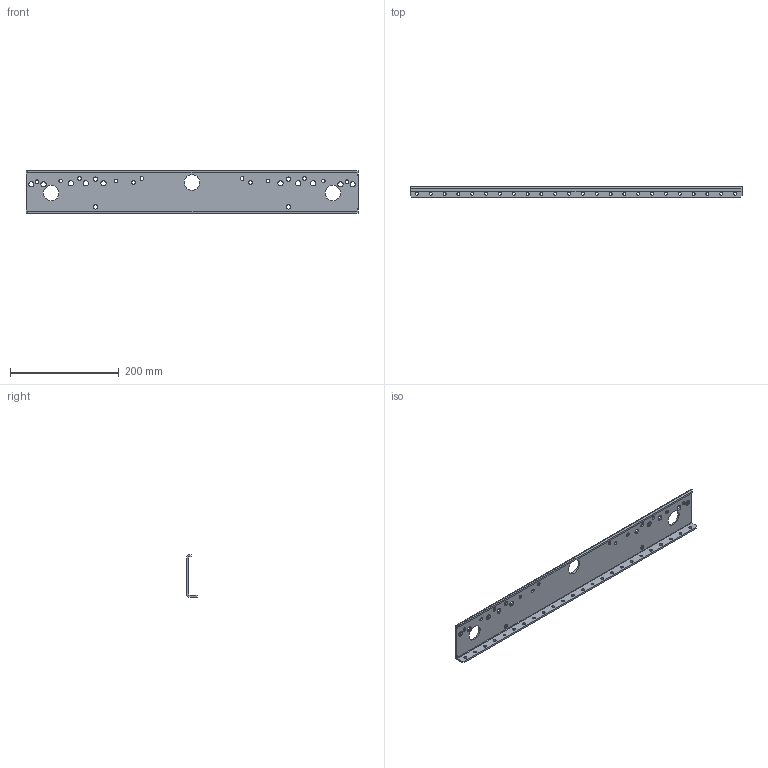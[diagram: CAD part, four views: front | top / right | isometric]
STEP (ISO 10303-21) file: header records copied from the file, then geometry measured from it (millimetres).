
FILE_DESCRIPTION(/* description */ (''),/* implementation_level */ '2;1');
FILE_NAME(/* name */ 'AM14U3 Outside Sheet Wide.ipt.stp',/* time_stamp */ '2016-01-07T16:38:37-08:00',/* author */ ('PhillipD'),/* organization */ (''),/* preprocessor_version */ 'ST-DEVELOPER v16.1',/* originating_system */ 'Autodesk Inventor 2016',/* authorisation */ '');
FILE_SCHEMA (('AUTOMOTIVE_DESIGN { 1 0 10303 214 3 1 1 }'));
Length unit declared in the file: inch
Products named in the file (1): AM14U3 Outside Sheet Wide
Bounding box: 609.6 x 19.05 x 77.72 mm (x, y, z)
Volume: 174231.4 mm3; surface area: 118453.3 mm2
Topology: 1 solids, 1 shells, 79 faces, 231 edges, 154 vertices
Faces by surface type: cylinder 61, plane 18
Full cylindrical faces by diameter (mm): 5.334 x24, 6.706 x8, 6.756 x4, 8.128 x4, 9.652 x10, 28.575 x3
Entity records: 2753 total; most frequent: DIRECTION 460, CARTESIAN_POINT 412, ORIENTED_EDGE 356, EDGE_LOOP 238, AXIS2_PLACEMENT_3D 202, EDGE_CURVE 178, FACE_BOUND 159, VERTEX_POINT 154
